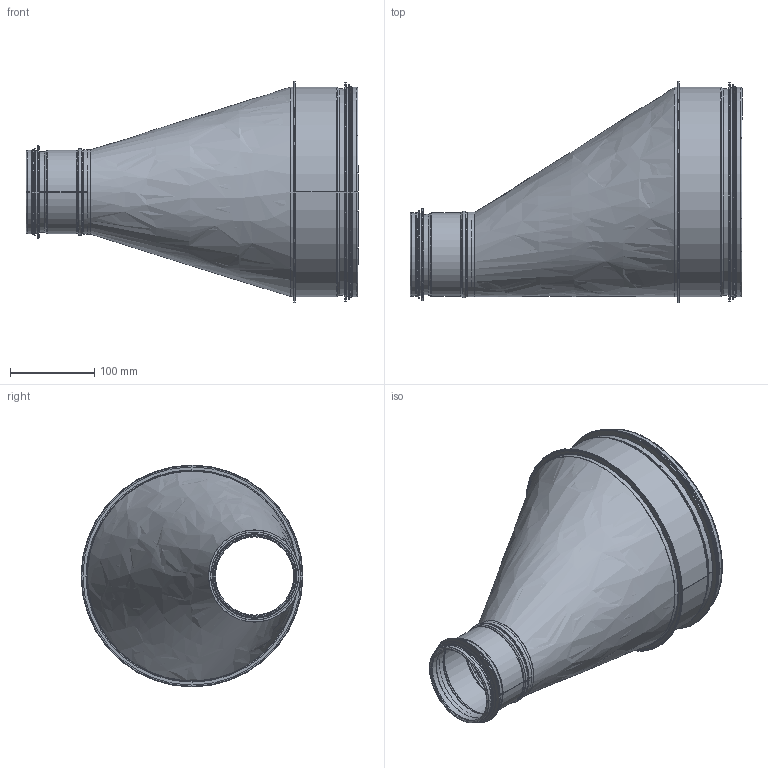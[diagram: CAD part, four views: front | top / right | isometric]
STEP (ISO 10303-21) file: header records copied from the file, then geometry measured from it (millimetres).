
FILE_DESCRIPTION(/* description */ ('Stos Med Fals Rörämne'),/* implementation_level */ '2;1');
FILE_NAME(/* name */ 'HFB-250-02.stp',/* time_stamp */ '2016-05-11T14:50:41+02:00',/* author */ ('John'),/* organization */ (''),/* preprocessor_version */ 'ST-DEVELOPER v15.6',/* originating_system */ 'Autodesk Inventor 2015',/* authorisation */ '');
FILE_SCHEMA (('AUTOMOTIVE_DESIGN { 1 0 10303 214 3 1 1 }'));
Length unit declared in the file: millimetre
Products named in the file (8): StosMedFalsRörämne-250; 999007; StosMedFals-250; HFB-BB-09; HFB-CB-03; 999003; HFB-CA-03; HFB-250-02
Bounding box: 394.2 x 263.38 x 263.38 mm (x, y, z)
Volume: 178424.1 mm3; surface area: 555072.3 mm2
Topology: 6 solids, 6 shells, 165 faces, 325 edges, 177 vertices
Faces by surface type: plane 75, torus 38, cylinder 32, cone 16, bspline 4
Full cylindrical faces by diameter (mm): 92.85 x1, 94.05 x1, 95.45 x1, 97.85 x3, 98.05 x3, 99.05 x4, 100.25 x1, 104.45 x1, 109.45 x1, 243.1 x1, 244.1 x1, 245.3 x1, 247.7 x1, 247.9 x5, 248.9 x3, 251.9 x1, 254.3 x1, 258.9 x1, 259.3 x1
Entity records: 4655 total; most frequent: CARTESIAN_POINT 989, DIRECTION 795, ORIENTED_EDGE 594, AXIS2_PLACEMENT_3D 338, EDGE_CURVE 291, EDGE_LOOP 211, VERTEX_POINT 176, STYLED_ITEM 170
